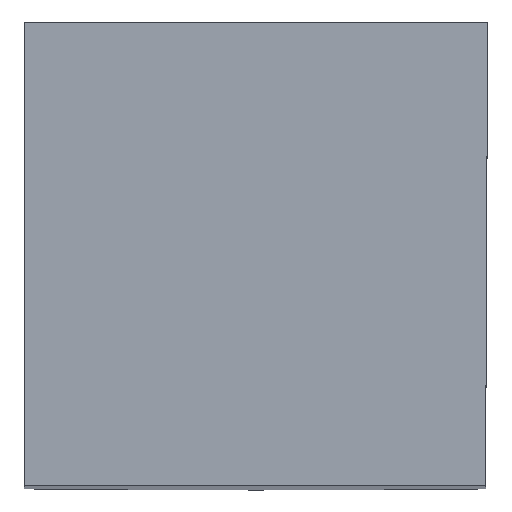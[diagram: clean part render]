
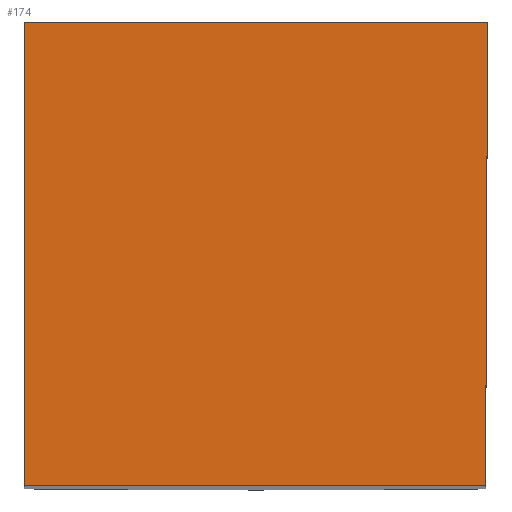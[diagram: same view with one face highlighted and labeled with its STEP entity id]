
A CAD part, top view. The second image highlights one B-rep face of the part: STEP entity #174.
In plain terms, the highlighted planar face has unit normal (0, 0, 1).
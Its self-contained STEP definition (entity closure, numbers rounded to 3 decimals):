
#137=FACE_OUTER_BOUND('',#381,.T.);
#174=ADVANCED_FACE('BLANK_BOXF006',(#137),#202,.F.);
#202=PLANE('',#882);
#230=LINE('',#1268,#287);
#257=LINE('',#1359,#314);
#264=LINE('',#1376,#321);
#265=LINE('',#1377,#322);
#287=VECTOR('',#986,1.);
#314=VECTOR('',#1059,1.);
#321=VECTOR('',#1078,1.);
#322=VECTOR('',#1079,1.);
#381=EDGE_LOOP('',(#531,#532,#533,#534));
#531=ORIENTED_EDGE('',*,*,#729,.F.);
#532=ORIENTED_EDGE('',*,*,#719,.F.);
#533=ORIENTED_EDGE('',*,*,#730,.F.);
#534=ORIENTED_EDGE('',*,*,#676,.F.);
#604=VERTEX_POINT('',#1267);
#605=VERTEX_POINT('',#1269);
#637=VERTEX_POINT('',#1358);
#638=VERTEX_POINT('',#1360);
#676=EDGE_CURVE('',#604,#605,#230,.T.);
#719=EDGE_CURVE('',#637,#638,#257,.T.);
#729=EDGE_CURVE('',#638,#604,#264,.T.);
#730=EDGE_CURVE('',#605,#637,#265,.T.);
#882=AXIS2_PLACEMENT_3D('',#1378,#1080,#1081);
#986=DIRECTION('',(1.,0.,0.));
#1059=DIRECTION('',(-1.,0.,0.));
#1078=DIRECTION('',(0.,1.,0.));
#1079=DIRECTION('',(-0.004,-1.,0.));
#1080=DIRECTION('',(0.,0.,-1.));
#1081=DIRECTION('',(-1.,0.,0.));
#1267=CARTESIAN_POINT('',(-24.875,24.875,0.));
#1268=CARTESIAN_POINT('',(-167.35,24.875,0.));
#1269=CARTESIAN_POINT('',(0.,24.875,0.));
#1358=CARTESIAN_POINT('',(-0.109,0.,0.));
#1359=CARTESIAN_POINT('',(167.35,0.,0.));
#1360=CARTESIAN_POINT('',(-24.875,0.,0.));
#1376=CARTESIAN_POINT('',(-24.875,-167.35,0.));
#1377=CARTESIAN_POINT('',(0.622,167.348,0.));
#1378=CARTESIAN_POINT('',(-29.875,-5.,0.));
